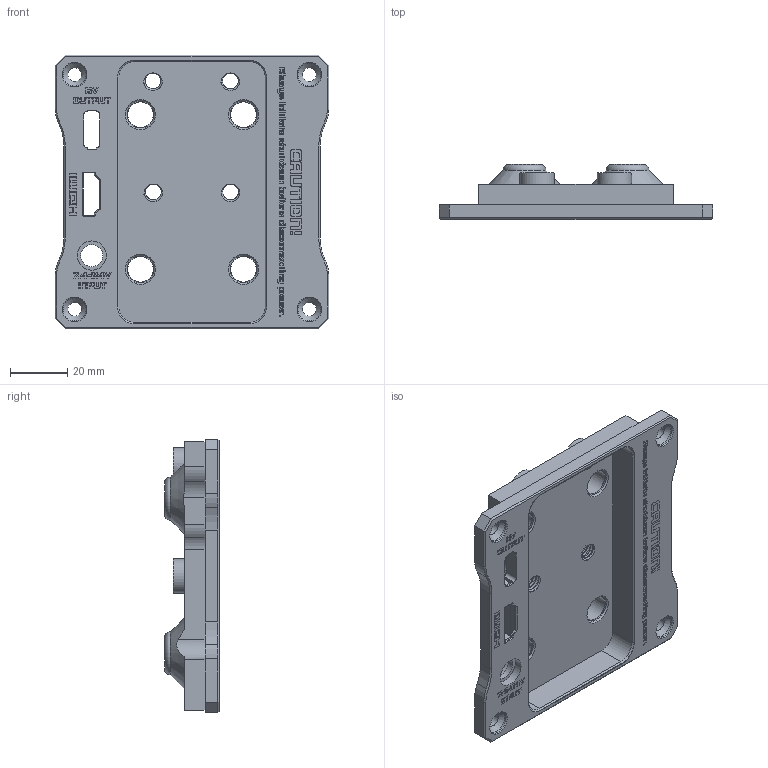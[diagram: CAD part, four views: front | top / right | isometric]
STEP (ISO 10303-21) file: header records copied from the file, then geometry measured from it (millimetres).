
FILE_DESCRIPTION(/* description */ (''),/* implementation_level */ '2;1');
FILE_NAME(/* name */ 'Back Plate STEP.step',/* time_stamp */ '2026-01-08T14:22:54+02:00',/* author */ (''),/* organization */ (''),/* preprocessor_version */ 'ST-DEVELOPER v20.1',/* originating_system */ 'Autodesk Translation Framework v14.17.0.0',/* authorisation */ '');
FILE_SCHEMA (('AUTOMOTIVE_DESIGN { 1 0 10303 214 3 1 1 }'));
Length unit declared in the file: millimetre
Products named in the file (1): FusionComponent
Bounding box: 95.5 x 19.11 x 95.5 mm (x, y, z)
Volume: 44316.4 mm3; surface area: 26978.6 mm2
Topology: 1 solids, 1 shells, 1343 faces, 3592 edges, 2370 vertices
Faces by surface type: plane 962, bspline 250, cylinder 99, cone 28, torus 4
Full cylindrical faces by diameter (mm): 4.8 x4, 5.516 x16, 6.75 x16, 7.7 x1, 8 x4, 8.95 x4, 9.5 x4, 10.2 x1, 12 x2
Entity records: 47425 total; most frequent: CARTESIAN_POINT 16064, ORIENTED_EDGE 7180, DIRECTION 5350, EDGE_CURVE 3590, LINE 2834, VECTOR 2834, VERTEX_POINT 2370, EDGE_LOOP 1494
